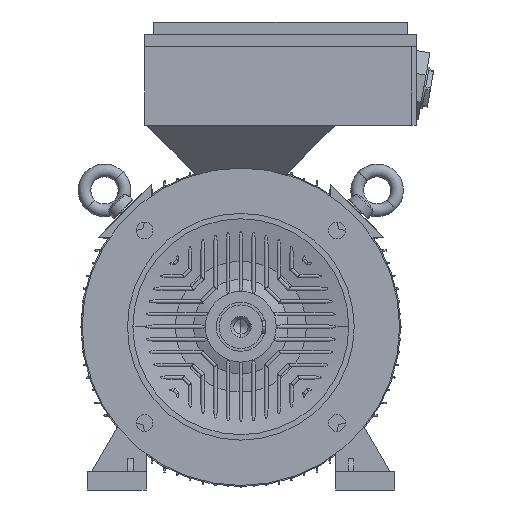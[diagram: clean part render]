
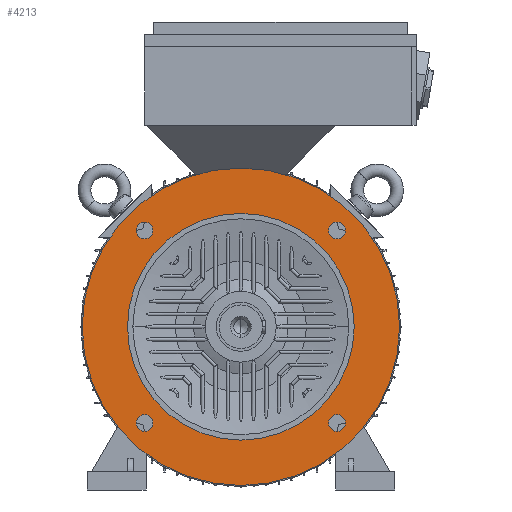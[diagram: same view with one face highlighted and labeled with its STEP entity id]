
A CAD part, left-side view. The second image highlights one B-rep face of the part: STEP entity #4213.
In plain terms, the highlighted planar face has unit normal (-1, 0, 0).
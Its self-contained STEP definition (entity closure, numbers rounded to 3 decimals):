
#4213=ADVANCED_FACE('',(#8504,#8505,#8506,#8507,#8508,#8509),#8510,.T.);
#8504=FACE_BOUND('',#12798,.T.);
#8505=FACE_BOUND('',#12799,.T.);
#8506=FACE_BOUND('',#12800,.T.);
#8507=FACE_BOUND('',#12801,.T.);
#8508=FACE_OUTER_BOUND('',#12802,.T.);
#8509=FACE_BOUND('',#12803,.T.);
#8510=PLANE('',#12804);
#12798=EDGE_LOOP('',(#26154,#26155));
#12799=EDGE_LOOP('',(#26156,#26157));
#12800=EDGE_LOOP('',(#26158,#26159));
#12801=EDGE_LOOP('',(#26160,#26161));
#12802=EDGE_LOOP('',(#26162,#26163));
#12803=EDGE_LOOP('',(#26164,#26165));
#12804=AXIS2_PLACEMENT_3D('',#26166,#26167,#26168);
#26154=ORIENTED_EDGE('',*,*,#31424,.T.);
#26155=ORIENTED_EDGE('',*,*,#26257,.T.);
#26156=ORIENTED_EDGE('',*,*,#31427,.T.);
#26157=ORIENTED_EDGE('',*,*,#26252,.T.);
#26158=ORIENTED_EDGE('',*,*,#31430,.T.);
#26159=ORIENTED_EDGE('',*,*,#26247,.T.);
#26160=ORIENTED_EDGE('',*,*,#31433,.T.);
#26161=ORIENTED_EDGE('',*,*,#26242,.T.);
#26162=ORIENTED_EDGE('',*,*,#26221,.F.);
#26163=ORIENTED_EDGE('',*,*,#31481,.F.);
#26164=ORIENTED_EDGE('',*,*,#26228,.T.);
#26165=ORIENTED_EDGE('',*,*,#31479,.T.);
#26166=CARTESIAN_POINT('',(-78.0,150.0,0.0));
#26167=DIRECTION('',(-1.0,0.0,0.0));
#26168=DIRECTION('',(0.0,-1.0,0.0));
#26221=EDGE_CURVE('',#31527,#31530,#31531,.T.);
#26228=EDGE_CURVE('',#31537,#31541,#31543,.T.);
#26242=EDGE_CURVE('',#31568,#31565,#31569,.T.);
#26247=EDGE_CURVE('',#31577,#31574,#31578,.T.);
#26252=EDGE_CURVE('',#31586,#31583,#31587,.T.);
#26257=EDGE_CURVE('',#31595,#31592,#31596,.T.);
#31424=EDGE_CURVE('',#31592,#31595,#39271,.T.);
#31427=EDGE_CURVE('',#31583,#31586,#39274,.T.);
#31430=EDGE_CURVE('',#31574,#31577,#39277,.T.);
#31433=EDGE_CURVE('',#31565,#31568,#39280,.T.);
#31479=EDGE_CURVE('',#31541,#31537,#39334,.T.);
#31481=EDGE_CURVE('',#31530,#31527,#39336,.T.);
#31527=VERTEX_POINT('',#39568);
#31530=VERTEX_POINT('',#39572);
#31531=CIRCLE('',#39573,175.0);
#31537=VERTEX_POINT('',#39580);
#31541=VERTEX_POINT('',#39585);
#31543=CIRCLE('',#39588,125.0);
#31565=VERTEX_POINT('',#39614);
#31568=VERTEX_POINT('',#39618);
#31569=CIRCLE('',#39619,9.25);
#31574=VERTEX_POINT('',#39625);
#31577=VERTEX_POINT('',#39629);
#31578=CIRCLE('',#39630,9.25);
#31583=VERTEX_POINT('',#39636);
#31586=VERTEX_POINT('',#39640);
#31587=CIRCLE('',#39641,9.25);
#31592=VERTEX_POINT('',#39647);
#31595=VERTEX_POINT('',#39651);
#31596=CIRCLE('',#39652,9.25);
#39271=CIRCLE('',#60305,9.25);
#39274=CIRCLE('',#60308,9.25);
#39277=CIRCLE('',#60311,9.25);
#39280=CIRCLE('',#60314,9.25);
#39334=CIRCLE('',#60388,125.0);
#39336=CIRCLE('',#60390,175.0);
#39568=CARTESIAN_POINT('',(-78.0,175.0,0.0));
#39572=CARTESIAN_POINT('',(-78.0,-175.0,0.));
#39573=AXIS2_PLACEMENT_3D('',#60438,#60439,#60440);
#39580=CARTESIAN_POINT('',(-78.0,125.0,0.0));
#39585=CARTESIAN_POINT('',(-78.0,-125.0,0.));
#39588=AXIS2_PLACEMENT_3D('',#60450,#60451,#60452);
#39614=CARTESIAN_POINT('',(-78.0,-112.607,112.607));
#39618=CARTESIAN_POINT('',(-78.0,-99.525,99.525));
#39619=AXIS2_PLACEMENT_3D('',#60473,#60474,#60475);
#39625=CARTESIAN_POINT('',(-78.0,112.607,112.607));
#39629=CARTESIAN_POINT('',(-78.0,99.525,99.525));
#39630=AXIS2_PLACEMENT_3D('',#60481,#60482,#60483);
#39636=CARTESIAN_POINT('',(-78.0,112.607,-112.607));
#39640=CARTESIAN_POINT('',(-78.0,99.525,-99.525));
#39641=AXIS2_PLACEMENT_3D('',#60489,#60490,#60491);
#39647=CARTESIAN_POINT('',(-78.0,-112.607,-112.607));
#39651=CARTESIAN_POINT('',(-78.0,-99.525,-99.525));
#39652=AXIS2_PLACEMENT_3D('',#60497,#60498,#60499);
#60305=AXIS2_PLACEMENT_3D('',#65713,#65714,#65715);
#60308=AXIS2_PLACEMENT_3D('',#65719,#65720,#65721);
#60311=AXIS2_PLACEMENT_3D('',#65725,#65726,#65727);
#60314=AXIS2_PLACEMENT_3D('',#65731,#65732,#65733);
#60388=AXIS2_PLACEMENT_3D('',#65763,#65764,#65765);
#60390=AXIS2_PLACEMENT_3D('',#65766,#65767,#65768);
#60438=CARTESIAN_POINT('',(-78.0,0.0,0.0));
#60439=DIRECTION('',(1.0,0.0,0.0));
#60440=DIRECTION('',(0.0,1.0,0.0));
#60450=CARTESIAN_POINT('',(-78.0,0.0,0.0));
#60451=DIRECTION('',(1.0,0.0,0.0));
#60452=DIRECTION('',(0.0,1.0,0.0));
#60473=CARTESIAN_POINT('',(-78.0,-106.066,106.066));
#60474=DIRECTION('',(1.0,0.0,-0.0));
#60475=DIRECTION('',(0.0,-0.707,0.707));
#60481=CARTESIAN_POINT('',(-78.0,106.066,106.066));
#60482=DIRECTION('',(1.0,0.0,-0.0));
#60483=DIRECTION('',(0.0,0.707,0.707));
#60489=CARTESIAN_POINT('',(-78.0,106.066,-106.066));
#60490=DIRECTION('',(1.0,-0.0,0.0));
#60491=DIRECTION('',(0.0,0.707,-0.707));
#60497=CARTESIAN_POINT('',(-78.0,-106.066,-106.066));
#60498=DIRECTION('',(1.0,0.0,0.0));
#60499=DIRECTION('',(0.0,-0.707,-0.707));
#65713=CARTESIAN_POINT('',(-78.0,-106.066,-106.066));
#65714=DIRECTION('',(1.0,0.0,0.0));
#65715=DIRECTION('',(0.0,-0.707,-0.707));
#65719=CARTESIAN_POINT('',(-78.0,106.066,-106.066));
#65720=DIRECTION('',(1.0,-0.0,0.0));
#65721=DIRECTION('',(0.0,0.707,-0.707));
#65725=CARTESIAN_POINT('',(-78.0,106.066,106.066));
#65726=DIRECTION('',(1.0,0.0,-0.0));
#65727=DIRECTION('',(0.0,0.707,0.707));
#65731=CARTESIAN_POINT('',(-78.0,-106.066,106.066));
#65732=DIRECTION('',(1.0,0.0,-0.0));
#65733=DIRECTION('',(0.0,-0.707,0.707));
#65763=CARTESIAN_POINT('',(-78.0,0.0,0.0));
#65764=DIRECTION('',(1.0,0.0,0.0));
#65765=DIRECTION('',(0.0,1.0,0.0));
#65766=CARTESIAN_POINT('',(-78.0,0.0,0.0));
#65767=DIRECTION('',(1.0,0.0,0.0));
#65768=DIRECTION('',(0.0,1.0,0.0));
